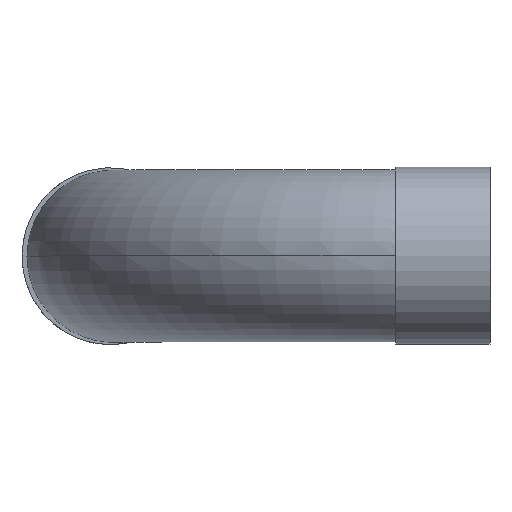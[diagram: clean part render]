
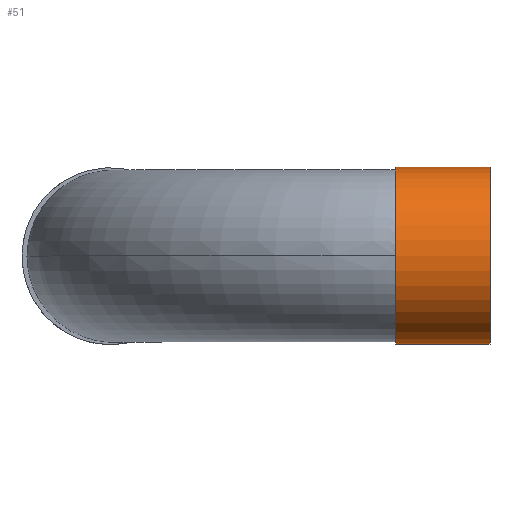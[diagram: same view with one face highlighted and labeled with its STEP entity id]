
A CAD part, top view. The second image highlights one B-rep face of the part: STEP entity #51.
In plain terms, the highlighted cylindrical face has radius 30.5 mm (diameter 61 mm), a partial arc.
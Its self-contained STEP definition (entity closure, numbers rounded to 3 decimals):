
#51=ADVANCED_FACE('',(#109),#110,.T.);
#109=FACE_OUTER_BOUND('',#175,.T.);
#110=CYLINDRICAL_SURFACE('',#176,30.5);
#175=EDGE_LOOP('',(#258,#259,#260,#261));
#176=AXIS2_PLACEMENT_3D('',#262,#263,#264);
#258=ORIENTED_EDGE('',*,*,#403,.F.);
#259=ORIENTED_EDGE('',*,*,#404,.F.);
#260=ORIENTED_EDGE('',*,*,#405,.F.);
#261=ORIENTED_EDGE('',*,*,#406,.F.);
#262=CARTESIAN_POINT('',(106.561,0.0,131.0));
#263=DIRECTION('',(-1.0,0.0,0.0));
#264=DIRECTION('',(0.0,-1.0,0.0));
#403=EDGE_CURVE('',#482,#483,#484,.T.);
#404=EDGE_CURVE('',#485,#482,#486,.T.);
#405=EDGE_CURVE('',#487,#485,#488,.T.);
#406=EDGE_CURVE('',#483,#487,#489,.T.);
#482=VERTEX_POINT('',#1006);
#483=VERTEX_POINT('',#1007);
#484=LINE('',#1008,#1009);
#485=VERTEX_POINT('',#1010);
#486=CIRCLE('',#1011,30.5);
#487=VERTEX_POINT('',#1012);
#488=LINE('',#1013,#1014);
#489=CIRCLE('',#1015,30.5);
#1006=CARTESIAN_POINT('',(131.0,-30.5,131.0));
#1007=CARTESIAN_POINT('',(98.414,-30.5,131.0));
#1008=CARTESIAN_POINT('',(106.561,-30.5,131.0));
#1009=VECTOR('',#1478,1.0);
#1010=CARTESIAN_POINT('',(131.0,30.5,131.0));
#1011=AXIS2_PLACEMENT_3D('',#1479,#1480,#1481);
#1012=CARTESIAN_POINT('',(98.414,30.5,131.0));
#1013=CARTESIAN_POINT('',(106.561,30.5,131.0));
#1014=VECTOR('',#1482,1.0);
#1015=AXIS2_PLACEMENT_3D('',#1483,#1484,#1485);
#1478=DIRECTION('',(-1.0,0.0,0.0));
#1479=CARTESIAN_POINT('',(131.0,0.0,131.0));
#1480=DIRECTION('',(1.0,0.0,0.0));
#1481=DIRECTION('',(0.0,-1.0,0.0));
#1482=DIRECTION('',(1.0,-0.0,-0.0));
#1483=CARTESIAN_POINT('',(98.414,0.0,131.0));
#1484=DIRECTION('',(-1.0,0.0,0.0));
#1485=DIRECTION('',(0.0,-1.0,0.0));
